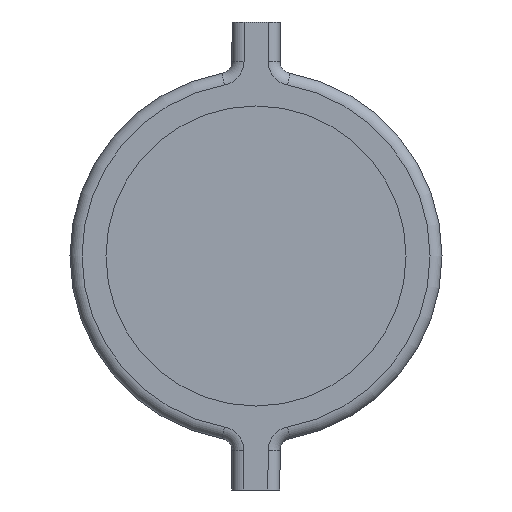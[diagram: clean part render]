
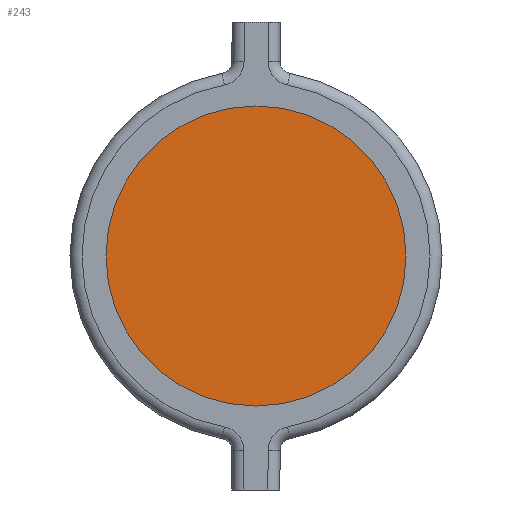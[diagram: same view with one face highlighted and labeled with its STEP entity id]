
A CAD part, left-side view. The second image highlights one B-rep face of the part: STEP entity #243.
In plain terms, the highlighted planar face has unit normal (-1, 0, 0).
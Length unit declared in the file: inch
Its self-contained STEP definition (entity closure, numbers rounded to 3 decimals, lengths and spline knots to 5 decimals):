
#26 = DIRECTION ( 'NONE',  ( 0., 0., 1. ) ) ;
#53 = CIRCLE ( 'NONE', #281, 0.0625 ) ;
#54 = PLANE ( 'NONE',  #752 ) ;
#168 = VERTEX_POINT ( 'NONE', #930 ) ;
#190 = CARTESIAN_POINT ( 'NONE',  ( -0.155, 0., 0. ) ) ;
#243 = ADVANCED_FACE ( 'NONE', ( #476 ), #54, .T. ) ;
#270 = EDGE_CURVE ( 'NONE', #838, #168, #927, .T. ) ;
#281 = AXIS2_PLACEMENT_3D ( 'NONE', #429, #867, #26 ) ;
#341 = DIRECTION ( 'NONE',  ( -1., 0., 0. ) ) ;
#404 = ORIENTED_EDGE ( 'NONE', *, *, #748, .T. ) ;
#409 = ORIENTED_EDGE ( 'NONE', *, *, #270, .T. ) ;
#429 = CARTESIAN_POINT ( 'NONE',  ( -0.155, 0., 0. ) ) ;
#476 = FACE_OUTER_BOUND ( 'NONE', #777, .T. ) ;
#545 = DIRECTION ( 'NONE',  ( 0., 0., 1. ) ) ;
#628 = DIRECTION ( 'NONE',  ( -1., 0., 0. ) ) ;
#659 = CARTESIAN_POINT ( 'NONE',  ( -0.155, 0., -0.0625 ) ) ;
#706 = AXIS2_PLACEMENT_3D ( 'NONE', #190, #628, #545 ) ;
#748 = EDGE_CURVE ( 'NONE', #168, #838, #53, .T. ) ;
#752 = AXIS2_PLACEMENT_3D ( 'NONE', #782, #341, #778 ) ;
#777 = EDGE_LOOP ( 'NONE', ( #409, #404 ) ) ;
#778 = DIRECTION ( 'NONE',  ( 0., 0., 1. ) ) ;
#782 = CARTESIAN_POINT ( 'NONE',  ( -0.155, 0., 0. ) ) ;
#838 = VERTEX_POINT ( 'NONE', #659 ) ;
#867 = DIRECTION ( 'NONE',  ( -1., 0., 0. ) ) ;
#927 = CIRCLE ( 'NONE', #706, 0.0625 ) ;
#930 = CARTESIAN_POINT ( 'NONE',  ( -0.155, 0., 0.0625 ) ) ;
